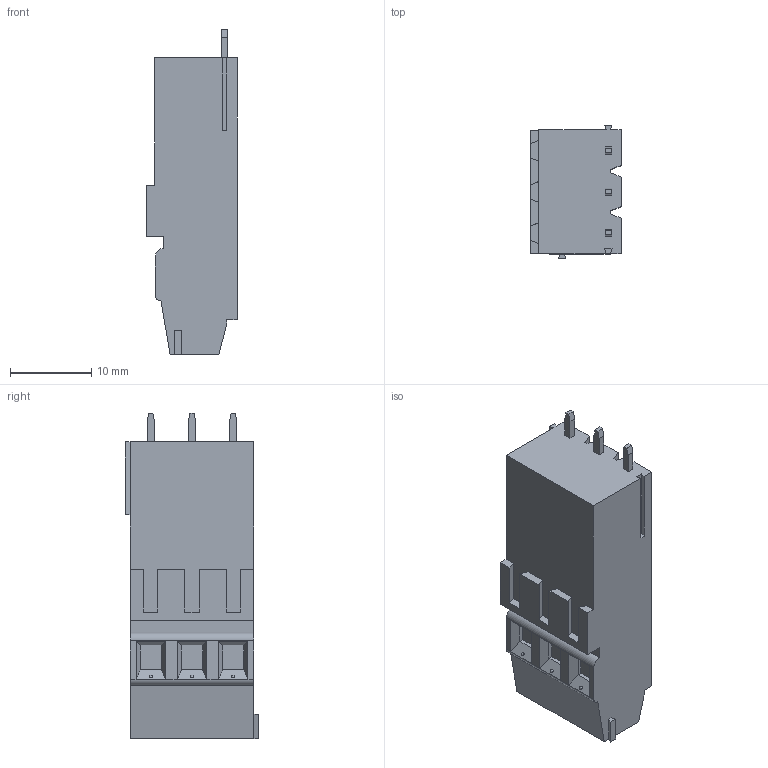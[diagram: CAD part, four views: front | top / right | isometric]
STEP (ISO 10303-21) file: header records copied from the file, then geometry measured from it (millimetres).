
FILE_DESCRIPTION((''),'2;1');
FILE_NAME('WJE3K508-508-03P-00A','2016-10-10T',('QZY'),(''),'CREO PARAMETRIC BY PTC INC, 2014440','CREO PARAMETRIC BY PTC INC, 2014440','');
FILE_SCHEMA(('CONFIG_CONTROL_DESIGN'));
Length unit declared in the file: millimetre
Products named in the file (1): WJE3K508-508-03P-00A
Bounding box: 11.16 x 16.44 x 40.1 mm (x, y, z)
Volume: 5180.4 mm3; surface area: 2762.9 mm2
Topology: 1 solids, 1 shells, 205 faces, 506 edges, 318 vertices
Faces by surface type: plane 134, cylinder 32, cone 24, torus 12, sphere 3
Entity records: 6172 total; most frequent: CARTESIAN_POINT 1131, ORIENTED_EDGE 1012, DIRECTION 1004, EDGE_CURVE 506, VECTOR 370, LINE 370, VERTEX_POINT 318, AXIS2_PLACEMENT_3D 317
